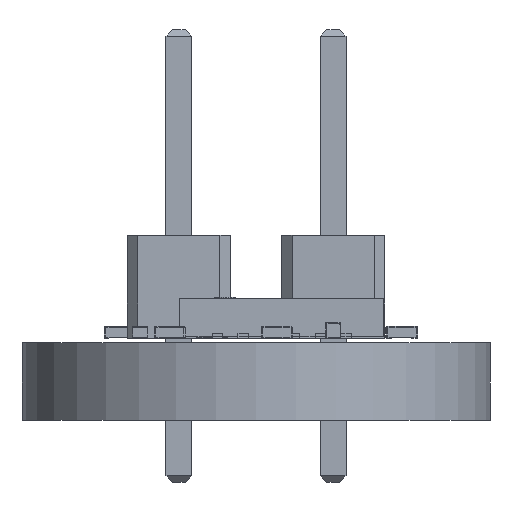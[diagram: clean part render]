
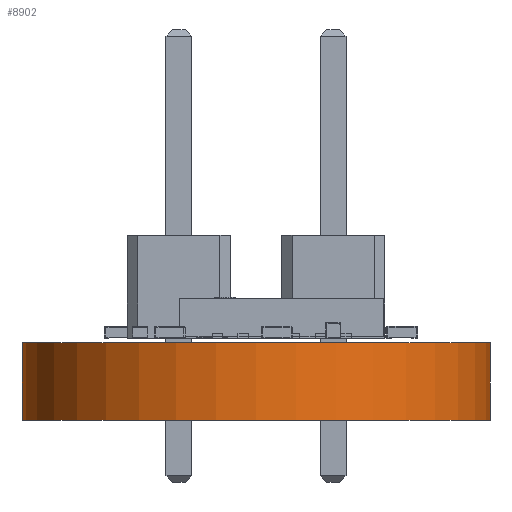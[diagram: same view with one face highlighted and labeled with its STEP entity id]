
A CAD part, left-side view. The second image highlights one B-rep face of the part: STEP entity #8902.
In plain terms, the highlighted cylindrical face has radius 4.55 mm (diameter 9.1 mm), a partial arc.
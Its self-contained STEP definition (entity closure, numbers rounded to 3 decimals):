
#8547 = VERTEX_POINT('',#8548);
#8548 = CARTESIAN_POINT('',(121.022,-95.712,0.));
#8555 = EDGE_CURVE('',#8556,#8547,#8558,.T.);
#8556 = VERTEX_POINT('',#8557);
#8557 = CARTESIAN_POINT('',(121.022,-104.288,0.));
#8558 = CIRCLE('',#8559,4.55);
#8559 = AXIS2_PLACEMENT_3D('',#8560,#8561,#8562);
#8560 = CARTESIAN_POINT('',(119.5,-100.,0.));
#8561 = DIRECTION('',(0.,0.,-1.));
#8562 = DIRECTION('',(0.334,-0.942,0.));
#8698 = VERTEX_POINT('',#8699);
#8699 = CARTESIAN_POINT('',(121.022,-95.712,1.51));
#8706 = EDGE_CURVE('',#8707,#8698,#8709,.T.);
#8707 = VERTEX_POINT('',#8708);
#8708 = CARTESIAN_POINT('',(121.022,-104.288,1.51));
#8709 = CIRCLE('',#8710,4.55);
#8710 = AXIS2_PLACEMENT_3D('',#8711,#8712,#8713);
#8711 = CARTESIAN_POINT('',(119.5,-100.,1.51));
#8712 = DIRECTION('',(0.,0.,-1.));
#8713 = DIRECTION('',(0.334,-0.942,0.));
#8872 = EDGE_CURVE('',#8547,#8698,#8873,.T.);
#8873 = LINE('',#8874,#8875);
#8874 = CARTESIAN_POINT('',(121.022,-95.712,0.));
#8875 = VECTOR('',#8876,1.);
#8876 = DIRECTION('',(0.,0.,1.));
#8891 = EDGE_CURVE('',#8556,#8707,#8892,.T.);
#8892 = LINE('',#8893,#8894);
#8893 = CARTESIAN_POINT('',(121.022,-104.288,0.));
#8894 = VECTOR('',#8895,1.);
#8895 = DIRECTION('',(0.,0.,1.));
#8902 = ADVANCED_FACE('',(#8903),#8909,.T.);
#8903 = FACE_BOUND('',#8904,.T.);
#8904 = EDGE_LOOP('',(#8905,#8906,#8907,#8908));
#8905 = ORIENTED_EDGE('',*,*,#8891,.T.);
#8906 = ORIENTED_EDGE('',*,*,#8706,.T.);
#8907 = ORIENTED_EDGE('',*,*,#8872,.F.);
#8908 = ORIENTED_EDGE('',*,*,#8555,.F.);
#8909 = CYLINDRICAL_SURFACE('',#8910,4.55);
#8910 = AXIS2_PLACEMENT_3D('',#8911,#8912,#8913);
#8911 = CARTESIAN_POINT('',(119.5,-100.,0.));
#8912 = DIRECTION('',(0.,0.,-1.));
#8913 = DIRECTION('',(0.334,-0.942,0.));
